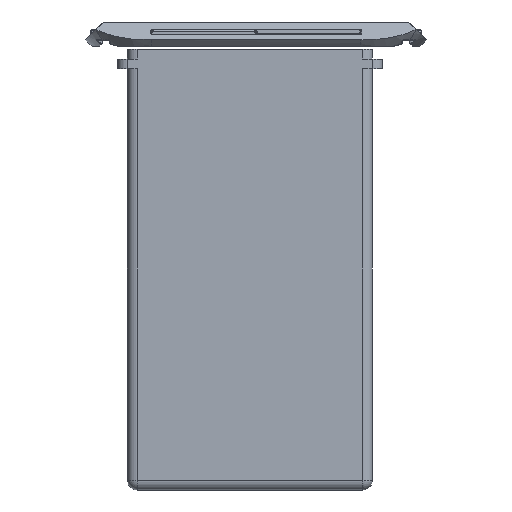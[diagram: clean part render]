
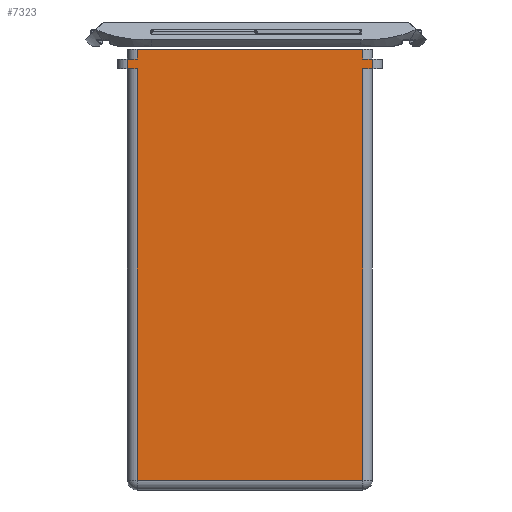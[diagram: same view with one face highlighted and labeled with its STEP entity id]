
A CAD part, left-side view. The second image highlights one B-rep face of the part: STEP entity #7323.
In plain terms, the highlighted planar face has unit normal (-1, 0, 0).
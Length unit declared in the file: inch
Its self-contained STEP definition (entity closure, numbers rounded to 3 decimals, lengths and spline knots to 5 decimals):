
#1477=FACE_OUTER_BOUND('',#1967,.T.);
#1967=EDGE_LOOP('',(#6417,#6418,#6419,#6420,#6421,#6422,#6423,#6424,#6425,
#6426,#6427,#6428));
#2381=LINE('',#27034,#2729);
#2383=LINE('',#27043,#2731);
#2386=LINE('',#27055,#2734);
#2388=LINE('',#27064,#2736);
#2390=LINE('',#27182,#2738);
#2391=LINE('',#27192,#2739);
#2394=LINE('',#27198,#2742);
#2421=LINE('',#27354,#2769);
#2422=LINE('',#27355,#2770);
#2423=LINE('',#27356,#2771);
#2424=LINE('',#27357,#2772);
#2425=LINE('',#27358,#2773);
#2729=VECTOR('',#9649,0.3937);
#2731=VECTOR('',#9657,0.3937);
#2734=VECTOR('',#9668,0.3937);
#2736=VECTOR('',#9676,0.3937);
#2738=VECTOR('',#9816,0.3937);
#2739=VECTOR('',#9827,0.3937);
#2742=VECTOR('',#9834,0.3937);
#2769=VECTOR('',#9959,0.3937);
#2770=VECTOR('',#9960,0.3937);
#2771=VECTOR('',#9961,0.3937);
#2772=VECTOR('',#9962,0.3937);
#2773=VECTOR('',#9963,0.3937);
#3443=VERTEX_POINT('',#27030);
#3445=VERTEX_POINT('',#27033);
#3448=VERTEX_POINT('',#27040);
#3449=VERTEX_POINT('',#27042);
#3452=VERTEX_POINT('',#27049);
#3454=VERTEX_POINT('',#27053);
#3455=VERTEX_POINT('',#27057);
#3458=VERTEX_POINT('',#27062);
#3502=VERTEX_POINT('',#27175);
#3505=VERTEX_POINT('',#27180);
#3508=VERTEX_POINT('',#27189);
#3509=VERTEX_POINT('',#27191);
#4422=EDGE_CURVE('',#3443,#3445,#2381,.T.);
#4426=EDGE_CURVE('',#3448,#3449,#2383,.T.);
#4432=EDGE_CURVE('',#3452,#3454,#2386,.T.);
#4436=EDGE_CURVE('',#3458,#3455,#2388,.T.);
#4484=EDGE_CURVE('',#3505,#3502,#2390,.T.);
#4488=EDGE_CURVE('',#3508,#3509,#2391,.T.);
#4492=EDGE_CURVE('',#3449,#3458,#2394,.T.);
#4551=EDGE_CURVE('',#3509,#3505,#2421,.T.);
#4552=EDGE_CURVE('',#3508,#3452,#2422,.T.);
#4553=EDGE_CURVE('',#3455,#3454,#2423,.T.);
#4554=EDGE_CURVE('',#3445,#3448,#2424,.T.);
#4555=EDGE_CURVE('',#3502,#3443,#2425,.T.);
#6417=ORIENTED_EDGE('',*,*,#4484,.F.);
#6418=ORIENTED_EDGE('',*,*,#4551,.F.);
#6419=ORIENTED_EDGE('',*,*,#4488,.F.);
#6420=ORIENTED_EDGE('',*,*,#4552,.T.);
#6421=ORIENTED_EDGE('',*,*,#4432,.T.);
#6422=ORIENTED_EDGE('',*,*,#4553,.F.);
#6423=ORIENTED_EDGE('',*,*,#4436,.F.);
#6424=ORIENTED_EDGE('',*,*,#4492,.F.);
#6425=ORIENTED_EDGE('',*,*,#4426,.F.);
#6426=ORIENTED_EDGE('',*,*,#4554,.F.);
#6427=ORIENTED_EDGE('',*,*,#4422,.F.);
#6428=ORIENTED_EDGE('',*,*,#4555,.F.);
#6916=PLANE('',#8113);
#7323=ADVANCED_FACE('',(#1477),#6916,.F.);
#8113=AXIS2_PLACEMENT_3D('',#27353,#9957,#9958);
#9649=DIRECTION('',(0.,0.,-1.));
#9657=DIRECTION('',(0.,0.,-1.));
#9668=DIRECTION('',(0.,0.,-1.));
#9676=DIRECTION('',(0.,0.,1.));
#9816=DIRECTION('',(0.,0.,-1.));
#9827=DIRECTION('',(0.,0.,1.));
#9834=DIRECTION('',(0.,1.,0.));
#9957=DIRECTION('center_axis',(1.,0.,0.));
#9958=DIRECTION('ref_axis',(0.,0.,-1.));
#9959=DIRECTION('',(0.,-1.,0.));
#9960=DIRECTION('',(0.,1.,0.));
#9961=DIRECTION('',(0.,1.,0.));
#9962=DIRECTION('',(0.,1.,0.));
#9963=DIRECTION('',(0.,-1.,0.));
#27030=CARTESIAN_POINT('',(1.,-2.625,-0.125));
#27033=CARTESIAN_POINT('',(1.,-2.625,-0.25));
#27034=CARTESIAN_POINT('',(1.,-2.625,-0.125));
#27040=CARTESIAN_POINT('',(1.,-2.5,-0.25));
#27042=CARTESIAN_POINT('',(1.,-2.5,-5.5));
#27043=CARTESIAN_POINT('',(1.,-2.5,-2.75));
#27049=CARTESIAN_POINT('',(1.,0.5,-0.125));
#27053=CARTESIAN_POINT('',(1.,0.5,-0.25));
#27055=CARTESIAN_POINT('',(1.,0.5,-0.125));
#27057=CARTESIAN_POINT('',(1.,0.375,-0.25));
#27062=CARTESIAN_POINT('',(1.,0.375,-5.5));
#27064=CARTESIAN_POINT('',(1.,0.375,-2.75));
#27175=CARTESIAN_POINT('',(1.,-2.5,-0.125));
#27180=CARTESIAN_POINT('',(1.,-2.5,0.));
#27182=CARTESIAN_POINT('',(1.,-2.5,-2.75));
#27189=CARTESIAN_POINT('',(1.,0.375,-0.125));
#27191=CARTESIAN_POINT('',(1.,0.375,0.));
#27192=CARTESIAN_POINT('',(1.,0.375,-2.75));
#27198=CARTESIAN_POINT('',(1.,-1.0625,-5.5));
#27353=CARTESIAN_POINT('Origin',(1.,-1.0625,-2.75));
#27354=CARTESIAN_POINT('',(1.,-1.0625,0.));
#27355=CARTESIAN_POINT('',(1.,0.375,-0.125));
#27356=CARTESIAN_POINT('',(1.,0.375,-0.25));
#27357=CARTESIAN_POINT('',(1.,-2.5,-0.25));
#27358=CARTESIAN_POINT('',(1.,-2.5,-0.125));
